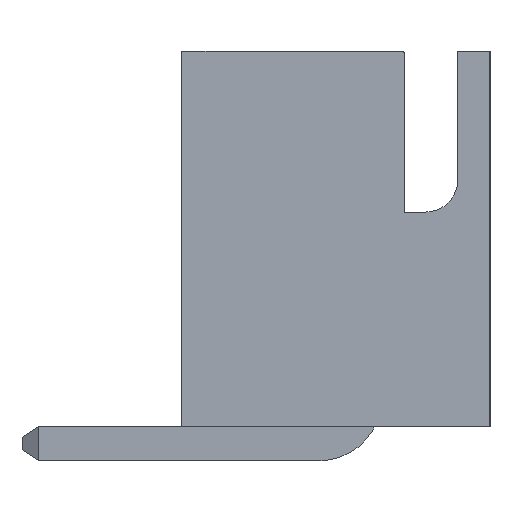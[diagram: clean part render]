
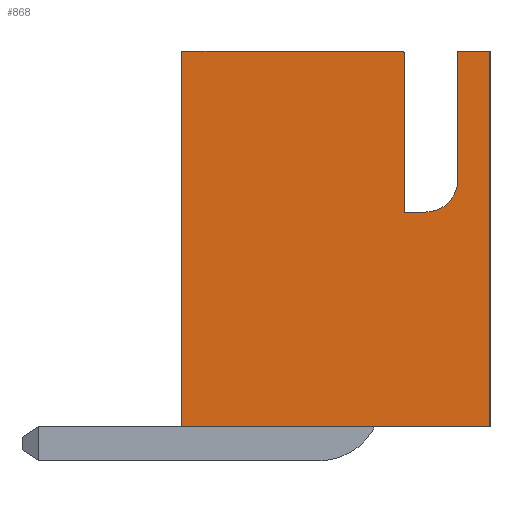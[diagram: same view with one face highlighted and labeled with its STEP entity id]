
A CAD part, left-side view. The second image highlights one B-rep face of the part: STEP entity #868.
In plain terms, the highlighted planar face has unit normal (-1, 0, 0).
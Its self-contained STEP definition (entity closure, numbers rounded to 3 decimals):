
#66 = VERTEX_POINT('',#67);
#67 = CARTESIAN_POINT('',(-13.7,-2.875,0.));
#73 = EDGE_CURVE('',#66,#74,#76,.T.);
#74 = VERTEX_POINT('',#75);
#75 = CARTESIAN_POINT('',(-13.7,-2.875,7.));
#76 = LINE('',#77,#78);
#77 = CARTESIAN_POINT('',(-13.7,-2.875,0.));
#78 = VECTOR('',#79,1.);
#79 = DIRECTION('',(0.,0.,1.));
#818 = VERTEX_POINT('',#819);
#819 = CARTESIAN_POINT('',(-13.7,2.875,0.));
#825 = EDGE_CURVE('',#818,#66,#826,.T.);
#826 = LINE('',#827,#828);
#827 = CARTESIAN_POINT('',(-13.7,2.875,0.));
#828 = VECTOR('',#829,1.);
#829 = DIRECTION('',(0.,-1.,0.));
#868 = ADVANCED_FACE('',(#869),#937,.F.);
#869 = FACE_BOUND('',#870,.F.);
#870 = EDGE_LOOP('',(#871,#881,#889,#898,#906,#912,#913,#914,#922,#930)
  );
#871 = ORIENTED_EDGE('',*,*,#872,.F.);
#872 = EDGE_CURVE('',#873,#875,#877,.T.);
#873 = VERTEX_POINT('',#874);
#874 = CARTESIAN_POINT('',(-13.7,-1.275,4.));
#875 = VERTEX_POINT('',#876);
#876 = CARTESIAN_POINT('',(-13.7,-1.275,6.95));
#877 = LINE('',#878,#879);
#878 = CARTESIAN_POINT('',(-13.7,-1.275,2.));
#879 = VECTOR('',#880,1.);
#880 = DIRECTION('',(0.,0.,1.));
#881 = ORIENTED_EDGE('',*,*,#882,.F.);
#882 = EDGE_CURVE('',#883,#873,#885,.T.);
#883 = VERTEX_POINT('',#884);
#884 = CARTESIAN_POINT('',(-13.7,-1.675,4.));
#885 = LINE('',#886,#887);
#886 = CARTESIAN_POINT('',(-13.7,0.6,4.));
#887 = VECTOR('',#888,1.);
#888 = DIRECTION('',(0.,1.,0.));
#889 = ORIENTED_EDGE('',*,*,#890,.F.);
#890 = EDGE_CURVE('',#891,#883,#893,.T.);
#891 = VERTEX_POINT('',#892);
#892 = CARTESIAN_POINT('',(-13.7,-2.275,4.6));
#893 = CIRCLE('',#894,0.6);
#894 = AXIS2_PLACEMENT_3D('',#895,#896,#897);
#895 = CARTESIAN_POINT('',(-13.7,-1.675,4.6));
#896 = DIRECTION('',(1.,0.,0.));
#897 = DIRECTION('',(0.,1.,0.));
#898 = ORIENTED_EDGE('',*,*,#899,.F.);
#899 = EDGE_CURVE('',#900,#891,#902,.T.);
#900 = VERTEX_POINT('',#901);
#901 = CARTESIAN_POINT('',(-13.7,-2.275,7.));
#902 = LINE('',#903,#904);
#903 = CARTESIAN_POINT('',(-13.7,-2.275,3.5));
#904 = VECTOR('',#905,1.);
#905 = DIRECTION('',(0.,0.,-1.));
#906 = ORIENTED_EDGE('',*,*,#907,.T.);
#907 = EDGE_CURVE('',#900,#74,#908,.T.);
#908 = LINE('',#909,#910);
#909 = CARTESIAN_POINT('',(-13.7,2.875,7.));
#910 = VECTOR('',#911,1.);
#911 = DIRECTION('',(0.,-1.,0.));
#912 = ORIENTED_EDGE('',*,*,#73,.F.);
#913 = ORIENTED_EDGE('',*,*,#825,.F.);
#914 = ORIENTED_EDGE('',*,*,#915,.T.);
#915 = EDGE_CURVE('',#818,#916,#918,.T.);
#916 = VERTEX_POINT('',#917);
#917 = CARTESIAN_POINT('',(-13.7,2.875,7.));
#918 = LINE('',#919,#920);
#919 = CARTESIAN_POINT('',(-13.7,2.875,0.));
#920 = VECTOR('',#921,1.);
#921 = DIRECTION('',(0.,0.,1.));
#922 = ORIENTED_EDGE('',*,*,#923,.T.);
#923 = EDGE_CURVE('',#916,#924,#926,.T.);
#924 = VERTEX_POINT('',#925);
#925 = CARTESIAN_POINT('',(-13.7,-1.225,7.));
#926 = LINE('',#927,#928);
#927 = CARTESIAN_POINT('',(-13.7,2.875,7.));
#928 = VECTOR('',#929,1.);
#929 = DIRECTION('',(0.,-1.,0.));
#930 = ORIENTED_EDGE('',*,*,#931,.T.);
#931 = EDGE_CURVE('',#924,#875,#932,.T.);
#932 = CIRCLE('',#933,0.05);
#933 = AXIS2_PLACEMENT_3D('',#934,#935,#936);
#934 = CARTESIAN_POINT('',(-13.7,-1.225,6.95));
#935 = DIRECTION('',(1.,0.,0.));
#936 = DIRECTION('',(0.,-1.,0.));
#937 = PLANE('',#938);
#938 = AXIS2_PLACEMENT_3D('',#939,#940,#941);
#939 = CARTESIAN_POINT('',(-13.7,2.875,0.));
#940 = DIRECTION('',(1.,0.,0.));
#941 = DIRECTION('',(0.,-1.,0.));
